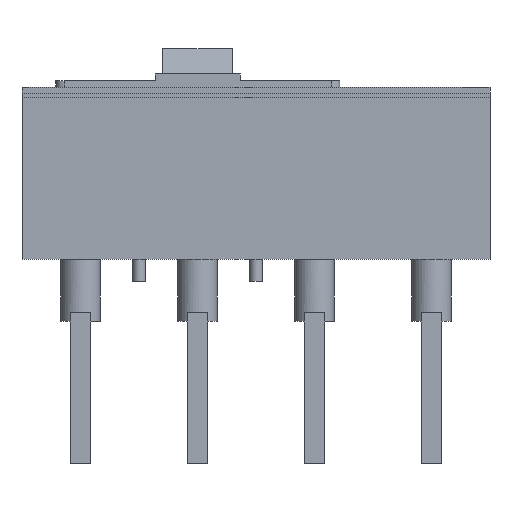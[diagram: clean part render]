
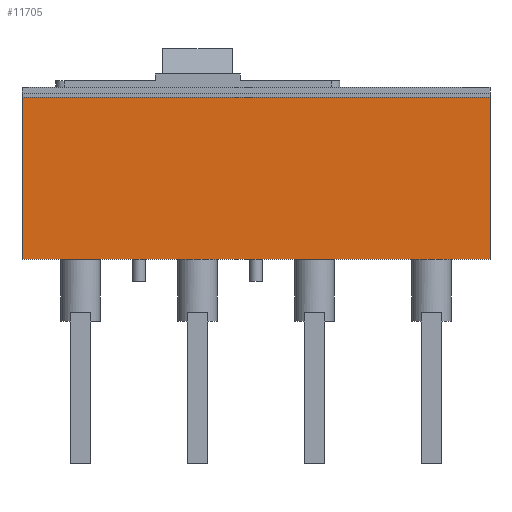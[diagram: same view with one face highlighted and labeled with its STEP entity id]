
A CAD part, front view. The second image highlights one B-rep face of the part: STEP entity #11705.
In plain terms, the highlighted planar face has unit normal (0, -1, 0).
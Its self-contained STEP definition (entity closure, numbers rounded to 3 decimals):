
#1251 = FACE_OUTER_BOUND ( 'NONE', #5263, .T. ) ;
#1533 = DIRECTION ( 'NONE',  ( -1., 0., 0. ) ) ;
#2498 = ORIENTED_EDGE ( 'NONE', *, *, #6233, .T. ) ;
#3589 = CARTESIAN_POINT ( 'NONE',  ( 0., 0., 0. ) ) ;
#3917 = DIRECTION ( 'NONE',  ( 0., 0., -1. ) ) ;
#4196 = CARTESIAN_POINT ( 'NONE',  ( 280., 0., -225.501 ) ) ;
#4384 = LINE ( 'NONE', #10424, #12930 ) ;
#4677 = CARTESIAN_POINT ( 'NONE',  ( 280., 0., -128.501 ) ) ;
#4747 = VERTEX_POINT ( 'NONE', #9466 ) ;
#4809 = PLANE ( 'NONE',  #10582 ) ;
#4854 = DIRECTION ( 'NONE',  ( 0., -1., 0. ) ) ;
#5022 = VECTOR ( 'NONE', #3917, 1000. ) ;
#5263 = EDGE_LOOP ( 'NONE', ( #2498, #13132, #8337, #6521 ) ) ;
#5655 = EDGE_CURVE ( 'NONE', #10040, #4747, #4384, .T. ) ;
#6019 = CARTESIAN_POINT ( 'NONE',  ( 280., 0., -128.501 ) ) ;
#6233 = EDGE_CURVE ( 'NONE', #9891, #4747, #8665, .T. ) ;
#6521 = ORIENTED_EDGE ( 'NONE', *, *, #13554, .T. ) ;
#7139 = DIRECTION ( 'NONE',  ( -1., 0., 0. ) ) ;
#7345 = CARTESIAN_POINT ( 'NONE',  ( 280., 0., 342.499 ) ) ;
#8120 = DIRECTION ( 'NONE',  ( 0., 0., -1. ) ) ;
#8337 = ORIENTED_EDGE ( 'NONE', *, *, #9894, .F. ) ;
#8516 = VECTOR ( 'NONE', #7139, 1000. ) ;
#8665 = LINE ( 'NONE', #3589, #11238 ) ;
#9466 = CARTESIAN_POINT ( 'NONE',  ( 0., 0., -225.501 ) ) ;
#9891 = VERTEX_POINT ( 'NONE', #13909 ) ;
#9894 = EDGE_CURVE ( 'NONE', #10337, #10040, #13872, .T. ) ;
#10040 = VERTEX_POINT ( 'NONE', #4196 ) ;
#10337 = VERTEX_POINT ( 'NONE', #4677 ) ;
#10424 = CARTESIAN_POINT ( 'NONE',  ( 280., 0., -225.501 ) ) ;
#10582 = AXIS2_PLACEMENT_3D ( 'NONE', #11539, #4854, #12669 ) ;
#11238 = VECTOR ( 'NONE', #8120, 1000. ) ;
#11539 = CARTESIAN_POINT ( 'NONE',  ( 280., 0., -128.501 ) ) ;
#11705 = ADVANCED_FACE ( 'NONE', ( #1251 ), #4809, .T. ) ;
#12669 = DIRECTION ( 'NONE',  ( 0., 0., -1. ) ) ;
#12930 = VECTOR ( 'NONE', #1533, 1000. ) ;
#13132 = ORIENTED_EDGE ( 'NONE', *, *, #5655, .F. ) ;
#13554 = EDGE_CURVE ( 'NONE', #10337, #9891, #14029, .T. ) ;
#13872 = LINE ( 'NONE', #7345, #5022 ) ;
#13909 = CARTESIAN_POINT ( 'NONE',  ( 0., 0., -128.501 ) ) ;
#14029 = LINE ( 'NONE', #6019, #8516 ) ;
